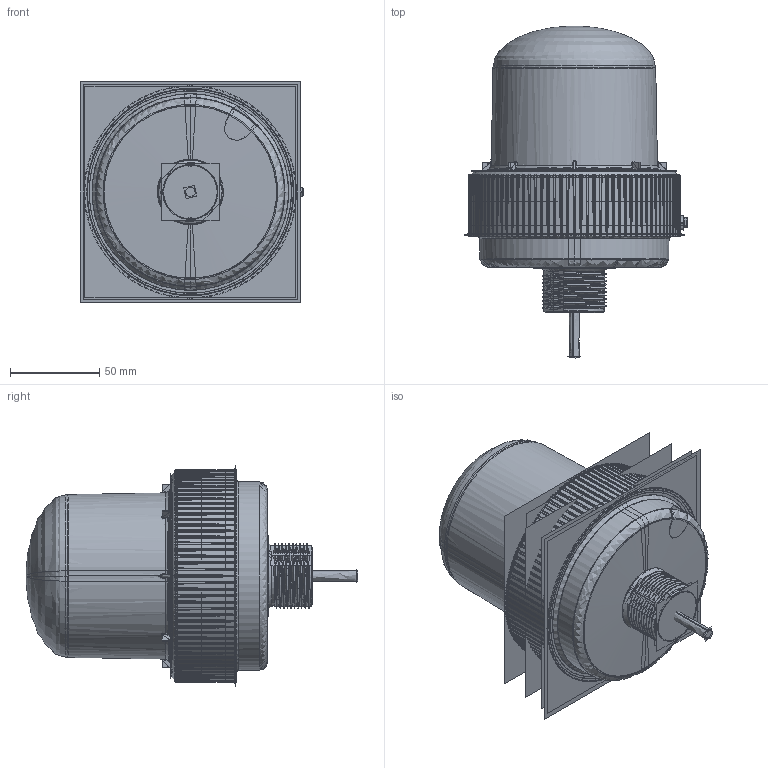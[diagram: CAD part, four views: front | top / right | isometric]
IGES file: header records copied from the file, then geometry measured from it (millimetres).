
Start section:  PTC IGES file: 224907.igs
Global section: file name: 224907.igs; native system: Creo Parametric by PTC Inc.; preprocessor: 2019292; author: PDMAdmin; organization: Unknown; date: 20210917.165535; units: millimetre
Bounding box: 125.11 x 185.5 x 123.24 mm (x, y, z)
Volume: 1033476.9 mm3; surface area: 480464.2 mm2
Topology: 2 solids, 3 shells, 2482 faces, 12972 edges, 16366 vertices
Faces by surface type: bspline 1264, revolution 1218
